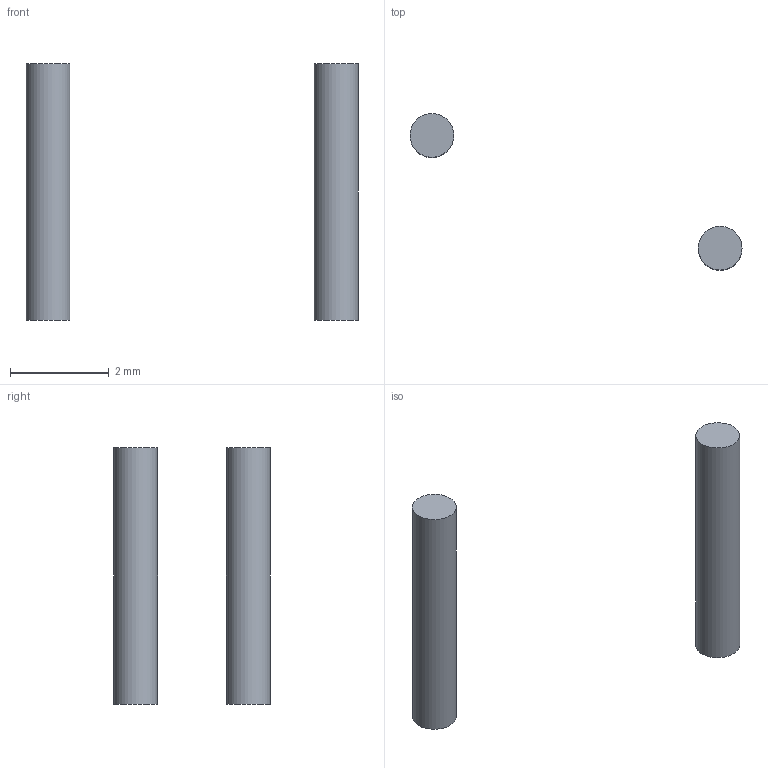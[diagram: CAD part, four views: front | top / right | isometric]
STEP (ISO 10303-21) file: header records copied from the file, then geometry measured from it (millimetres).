
FILE_DESCRIPTION(('STEP AP214'),'1');
FILE_NAME('FUS_RKEF300_TYCO','2019-03-03T10:45:34',(''),(''),'','','');
FILE_SCHEMA(('AUTOMOTIVE_DESIGN'));
Length unit declared in the file: millimetre
Products named in the file (1): product
Bounding box: 6.73 x 3.17 x 5.21 mm (x, y, z)
Volume: 6.5 mm3; surface area: 31.6 mm2
Topology: 2 solids, 2 shells, 6 faces, 6 edges, 4 vertices
Faces by surface type: plane 4, cylinder 2
Full cylindrical faces by diameter (mm): 0.889 x2
Entity records: 165 total; most frequent: DIRECTION 26, CARTESIAN_POINT 17, AXIS2_PLACEMENT_3D 13, EDGE_LOOP 8, ORIENTED_EDGE 8, ADVANCED_FACE 6, FACE_OUTER_BOUND 6, STYLED_ITEM 6
